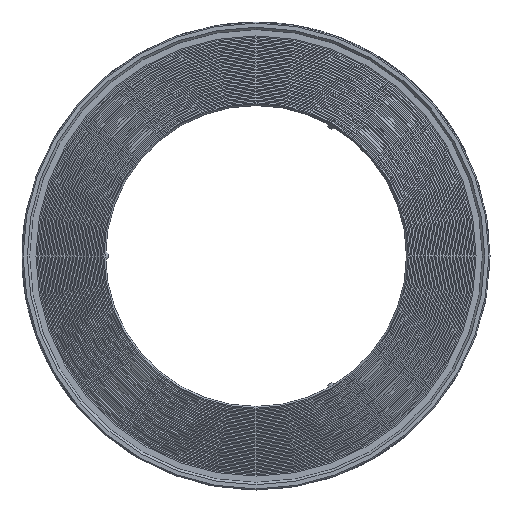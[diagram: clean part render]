
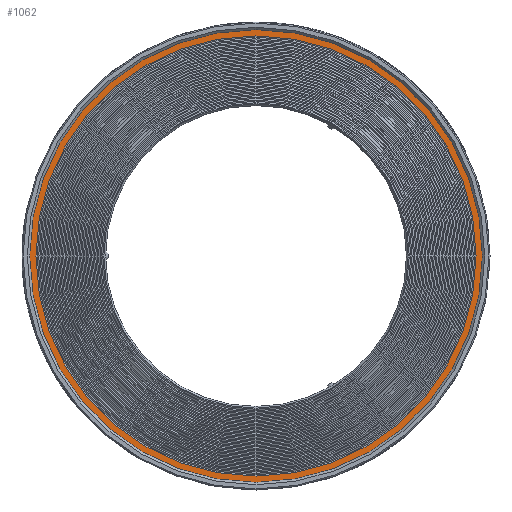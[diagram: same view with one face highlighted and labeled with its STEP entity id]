
A CAD part, left-side view. The second image highlights one B-rep face of the part: STEP entity #1062.
In plain terms, the highlighted planar face has unit normal (-1, 0, 0).
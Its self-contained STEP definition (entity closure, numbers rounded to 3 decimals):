
#834=PLANE('',#4815);
#1062=ADVANCED_FACE('',(#1362,#1363),#834,.F.);
#1362=FACE_BOUND('',#1710,.T.);
#1363=FACE_BOUND('',#1711,.T.);
#1710=EDGE_LOOP('',(#2213));
#1711=EDGE_LOOP('',(#2214));
#2213=ORIENTED_EDGE('',*,*,#4028,.T.);
#2214=ORIENTED_EDGE('',*,*,#3947,.T.);
#3313=VERTEX_POINT('',#5856);
#3394=VERTEX_POINT('',#6073);
#3947=EDGE_CURVE('',#3313,#3313,#4536,.T.);
#4028=EDGE_CURVE('',#3394,#3394,#4617,.T.);
#4536=CIRCLE('',#4678,39.5);
#4617=CIRCLE('',#4814,40.85);
#4678=AXIS2_PLACEMENT_3D('',#5855,#5105,#5106);
#4814=AXIS2_PLACEMENT_3D('',#6072,#5377,#5378);
#4815=AXIS2_PLACEMENT_3D('',#6074,#5379,#5380);
#5105=DIRECTION('',(1.,0.,0.));
#5106=DIRECTION('',(0.,0.,-1.));
#5377=DIRECTION('',(-1.,0.,0.));
#5378=DIRECTION('',(0.,0.,-1.));
#5379=DIRECTION('',(1.,0.,0.));
#5380=DIRECTION('',(0.,0.,-1.));
#5855=CARTESIAN_POINT('',(3.25,0.,0.));
#5856=CARTESIAN_POINT('',(3.25,0.,-39.5));
#6072=CARTESIAN_POINT('',(3.25,0.,0.));
#6073=CARTESIAN_POINT('',(3.25,0.,-40.85));
#6074=CARTESIAN_POINT('',(3.25,41.05,0.));
